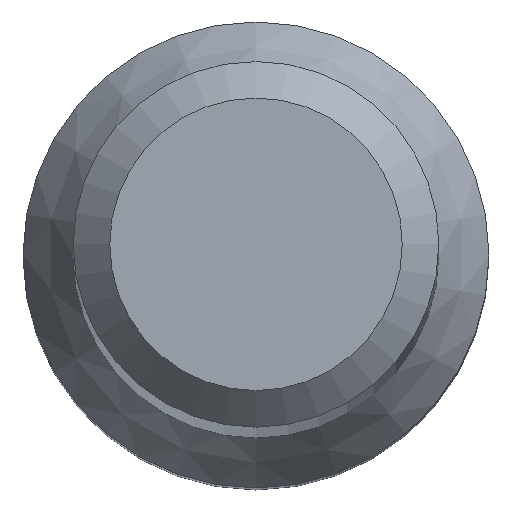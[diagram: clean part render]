
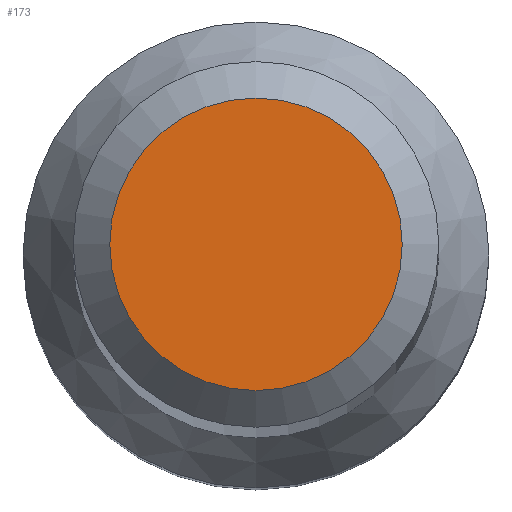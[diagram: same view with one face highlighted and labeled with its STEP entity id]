
A CAD part, top view. The second image highlights one B-rep face of the part: STEP entity #173.
In plain terms, the highlighted planar face has unit normal (0, 0, 1).
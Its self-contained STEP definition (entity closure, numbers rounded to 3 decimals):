
#8 = CARTESIAN_POINT ( 'NONE',  ( 0., 0., 80. ) ) ;
#40 = FACE_OUTER_BOUND ( 'NONE', #102, .T. ) ;
#86 = ORIENTED_EDGE ( 'NONE', *, *, #215, .F. ) ;
#87 = AXIS2_PLACEMENT_3D ( 'NONE', #8, #95, #163 ) ;
#95 = DIRECTION ( 'NONE',  ( 0., 0., -1. ) ) ;
#97 = PLANE ( 'NONE',  #103 ) ;
#102 = EDGE_LOOP ( 'NONE', ( #86 ) ) ;
#103 = AXIS2_PLACEMENT_3D ( 'NONE', #151, #183, #224 ) ;
#151 = CARTESIAN_POINT ( 'NONE',  ( 0., 0., 80. ) ) ;
#163 = DIRECTION ( 'NONE',  ( 0., 1., 0. ) ) ;
#173 = ADVANCED_FACE ( 'NONE', ( #40 ), #97, .T. ) ;
#178 = VERTEX_POINT ( 'NONE', #219 ) ;
#183 = DIRECTION ( 'NONE',  ( 0., 0., 1. ) ) ;
#189 = CIRCLE ( 'NONE', #87, 1.6 ) ;
#215 = EDGE_CURVE ( 'NONE', #178, #178, #189, .T. ) ;
#219 = CARTESIAN_POINT ( 'NONE',  ( 0., 1.6, 80. ) ) ;
#224 = DIRECTION ( 'NONE',  ( 0., -1., 0. ) ) ;
